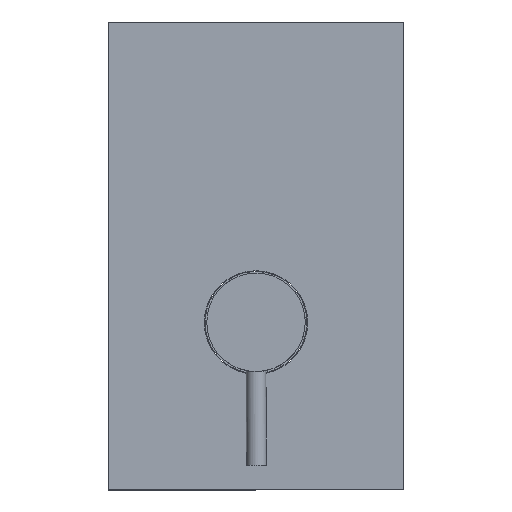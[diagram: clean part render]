
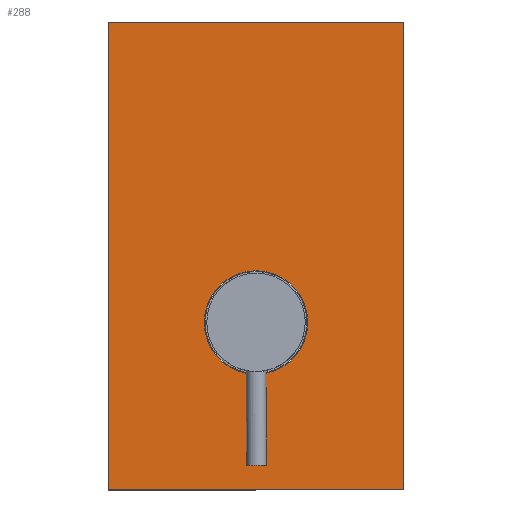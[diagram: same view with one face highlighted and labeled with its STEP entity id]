
A CAD part, top view. The second image highlights one B-rep face of the part: STEP entity #288.
In plain terms, the highlighted planar face has unit normal (0, 0, 1).
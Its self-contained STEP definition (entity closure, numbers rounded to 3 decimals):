
#11 = CARTESIAN_POINT ( 'NONE',  ( 60., 95., 2. ) ) ;
#12 = AXIS2_PLACEMENT_3D ( 'NONE', #652, #80, #248 ) ;
#16 = CIRCLE ( 'NONE', #124, 21. ) ;
#28 = LINE ( 'NONE', #592, #64 ) ;
#36 = ORIENTED_EDGE ( 'NONE', *, *, #590, .T. ) ;
#54 = ORIENTED_EDGE ( 'NONE', *, *, #331, .F. ) ;
#64 = VECTOR ( 'NONE', #342, 1000. ) ;
#80 = DIRECTION ( 'NONE',  ( 0., 0., 1. ) ) ;
#93 = CARTESIAN_POINT ( 'NONE',  ( 60., 0., 2. ) ) ;
#98 = VERTEX_POINT ( 'NONE', #784 ) ;
#120 = EDGE_LOOP ( 'NONE', ( #54, #451 ) ) ;
#124 = AXIS2_PLACEMENT_3D ( 'NONE', #473, #546, #482 ) ;
#145 = FACE_BOUND ( 'NONE', #120, .T. ) ;
#156 = DIRECTION ( 'NONE',  ( 0., -1., 0. ) ) ;
#157 = EDGE_CURVE ( 'NONE', #239, #768, #843, .T. ) ;
#200 = AXIS2_PLACEMENT_3D ( 'NONE', #716, #240, #313 ) ;
#227 = CARTESIAN_POINT ( 'NONE',  ( -60., 0., 2. ) ) ;
#239 = VERTEX_POINT ( 'NONE', #1032 ) ;
#240 = DIRECTION ( 'NONE',  ( 0., 0., 1. ) ) ;
#248 = DIRECTION ( 'NONE',  ( 1., 0., 0. ) ) ;
#262 = EDGE_CURVE ( 'NONE', #865, #768, #532, .T. ) ;
#288 = ADVANCED_FACE ( 'NONE', ( #145, #773 ), #949, .T. ) ;
#313 = DIRECTION ( 'NONE',  ( 1., 0., 0. ) ) ;
#331 = EDGE_CURVE ( 'NONE', #98, #394, #16, .T. ) ;
#342 = DIRECTION ( 'NONE',  ( -1., 0., 0. ) ) ;
#351 = ORIENTED_EDGE ( 'NONE', *, *, #262, .T. ) ;
#356 = CARTESIAN_POINT ( 'NONE',  ( -60., 95., 2. ) ) ;
#365 = EDGE_CURVE ( 'NONE', #394, #98, #498, .T. ) ;
#392 = VECTOR ( 'NONE', #156, 1000. ) ;
#394 = VERTEX_POINT ( 'NONE', #815 ) ;
#451 = ORIENTED_EDGE ( 'NONE', *, *, #365, .F. ) ;
#466 = EDGE_CURVE ( 'NONE', #666, #239, #874, .T. ) ;
#468 = VECTOR ( 'NONE', #931, 1000. ) ;
#473 = CARTESIAN_POINT ( 'NONE',  ( 0., -27., 2. ) ) ;
#482 = DIRECTION ( 'NONE',  ( 1., 0., 0. ) ) ;
#498 = CIRCLE ( 'NONE', #12, 21. ) ;
#500 = ORIENTED_EDGE ( 'NONE', *, *, #466, .F. ) ;
#524 = CARTESIAN_POINT ( 'NONE',  ( 0., -95., 2. ) ) ;
#532 = LINE ( 'NONE', #227, #392 ) ;
#546 = DIRECTION ( 'NONE',  ( 0., 0., 1. ) ) ;
#590 = EDGE_CURVE ( 'NONE', #666, #865, #28, .T. ) ;
#592 = CARTESIAN_POINT ( 'NONE',  ( 0., 95., 2. ) ) ;
#594 = CARTESIAN_POINT ( 'NONE',  ( -60., -95., 2. ) ) ;
#621 = EDGE_LOOP ( 'NONE', ( #36, #351, #798, #500 ) ) ;
#652 = CARTESIAN_POINT ( 'NONE',  ( 0., -27., 2. ) ) ;
#666 = VERTEX_POINT ( 'NONE', #11 ) ;
#670 = DIRECTION ( 'NONE',  ( 0., -1., 0. ) ) ;
#716 = CARTESIAN_POINT ( 'NONE',  ( 0., 0., 2. ) ) ;
#752 = VECTOR ( 'NONE', #670, 1000. ) ;
#768 = VERTEX_POINT ( 'NONE', #594 ) ;
#773 = FACE_OUTER_BOUND ( 'NONE', #621, .T. ) ;
#784 = CARTESIAN_POINT ( 'NONE',  ( -21., -27., 2. ) ) ;
#798 = ORIENTED_EDGE ( 'NONE', *, *, #157, .F. ) ;
#815 = CARTESIAN_POINT ( 'NONE',  ( 21., -27., 2. ) ) ;
#843 = LINE ( 'NONE', #524, #468 ) ;
#865 = VERTEX_POINT ( 'NONE', #356 ) ;
#874 = LINE ( 'NONE', #93, #752 ) ;
#931 = DIRECTION ( 'NONE',  ( -1., 0., 0. ) ) ;
#949 = PLANE ( 'NONE',  #200 ) ;
#1032 = CARTESIAN_POINT ( 'NONE',  ( 60., -95., 2. ) ) ;
